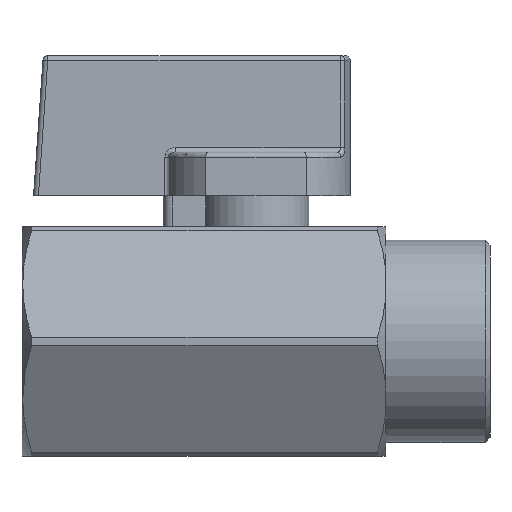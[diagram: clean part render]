
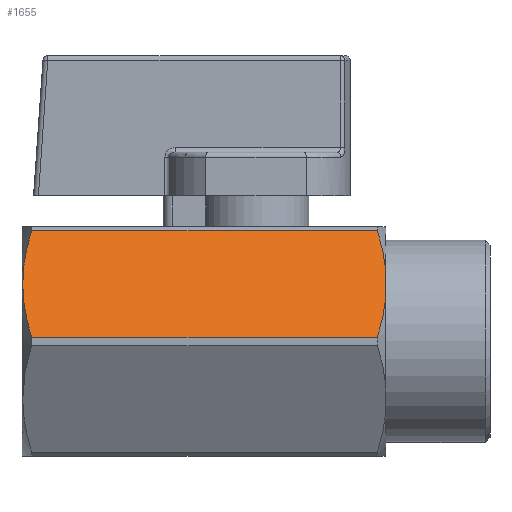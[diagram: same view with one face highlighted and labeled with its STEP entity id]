
A CAD part, left-side view. The second image highlights one B-rep face of the part: STEP entity #1655.
In plain terms, the highlighted planar face has unit normal (-0.866, 0, 0.5).
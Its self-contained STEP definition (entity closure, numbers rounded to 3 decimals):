
#72=LINE('',#2609,#137);
#75=LINE('',#2623,#140);
#85=LINE('',#2728,#150);
#137=VECTOR('',#2118,1000.);
#140=VECTOR('',#2129,1000.);
#150=VECTOR('',#2173,1000.);
#179=B_SPLINE_CURVE_WITH_KNOTS('',3,(#2671,#2672,#2673,#2674,#2675,#2676),
 .UNSPECIFIED.,.F.,.F.,(4,1,1,4),(0.,0.006,
0.01,0.013),.UNSPECIFIED.);
#185=B_SPLINE_CURVE_WITH_KNOTS('',3,(#2723,#2724,#2725,#2726),
 .UNSPECIFIED.,.F.,.F.,(4,4),(0.,0.005),
 .UNSPECIFIED.);
#186=B_SPLINE_CURVE_WITH_KNOTS('',3,(#2730,#2731,#2732,#2733),
 .UNSPECIFIED.,.F.,.F.,(4,4),(0.,0.005),
 .UNSPECIFIED.);
#240=PLANE('',#1822);
#499=ORIENTED_EDGE('',*,*,#722,.F.);
#500=ORIENTED_EDGE('',*,*,#752,.T.);
#501=ORIENTED_EDGE('',*,*,#753,.F.);
#502=ORIENTED_EDGE('',*,*,#754,.T.);
#503=ORIENTED_EDGE('',*,*,#716,.F.);
#504=ORIENTED_EDGE('',*,*,#737,.F.);
#716=EDGE_CURVE('',#860,#861,#72,.F.);
#722=EDGE_CURVE('',#866,#867,#75,.T.);
#737=EDGE_CURVE('',#867,#860,#179,.T.);
#752=EDGE_CURVE('',#866,#888,#185,.T.);
#753=EDGE_CURVE('',#889,#888,#85,.T.);
#754=EDGE_CURVE('',#889,#861,#186,.T.);
#860=VERTEX_POINT('',#2610);
#861=VERTEX_POINT('',#2611);
#866=VERTEX_POINT('',#2622);
#867=VERTEX_POINT('',#2624);
#888=VERTEX_POINT('',#2727);
#889=VERTEX_POINT('',#2729);
#1068=EDGE_LOOP('',(#499,#500,#501,#502,#503,#504));
#1182=FACE_BOUND('',#1068,.T.);
#1655=ADVANCED_FACE('',(#1182),#240,.T.);
#1822=AXIS2_PLACEMENT_3D('',#2722,#2171,#2172);
#2118=DIRECTION('',(0.,1.,0.));
#2129=DIRECTION('',(0.,1.,0.));
#2171=DIRECTION('',(-0.866,0.,0.5));
#2172=DIRECTION('',(0.5,0.,0.866));
#2173=DIRECTION('',(-0.5,0.,-0.866));
#2609=CARTESIAN_POINT('',(-7.118,-24.25,11.471));
#2610=CARTESIAN_POINT('',(-7.118,23.25,11.471));
#2611=CARTESIAN_POINT('',(-7.118,-12.584,11.471));
#2622=CARTESIAN_POINT('',(-13.493,-12.584,0.429));
#2623=CARTESIAN_POINT('',(-13.493,-24.25,0.429));
#2624=CARTESIAN_POINT('',(-13.493,23.25,0.429));
#2671=CARTESIAN_POINT('',(-13.493,23.25,0.429));
#2672=CARTESIAN_POINT('',(-12.45,23.819,2.236));
#2673=CARTESIAN_POINT('',(-10.862,24.348,4.986));
#2674=CARTESIAN_POINT('',(-8.692,24.001,8.746));
#2675=CARTESIAN_POINT('',(-7.641,23.535,10.566));
#2676=CARTESIAN_POINT('',(-7.118,23.25,11.471));
#2722=CARTESIAN_POINT('',(-6.87,40.188,11.9));
#2723=CARTESIAN_POINT('',(-13.493,-12.584,0.429));
#2724=CARTESIAN_POINT('',(-12.701,-13.016,1.801));
#2725=CARTESIAN_POINT('',(-11.898,-13.328,3.191));
#2726=CARTESIAN_POINT('',(-11.079,-13.45,4.611));
#2727=CARTESIAN_POINT('',(-11.079,-13.45,4.611));
#2728=CARTESIAN_POINT('',(-6.87,-13.45,11.9));
#2729=CARTESIAN_POINT('',(-9.533,-13.45,7.289));
#2730=CARTESIAN_POINT('',(-9.533,-13.45,7.289));
#2731=CARTESIAN_POINT('',(-8.713,-13.328,8.709));
#2732=CARTESIAN_POINT('',(-7.91,-13.016,10.099));
#2733=CARTESIAN_POINT('',(-7.118,-12.584,11.471));
